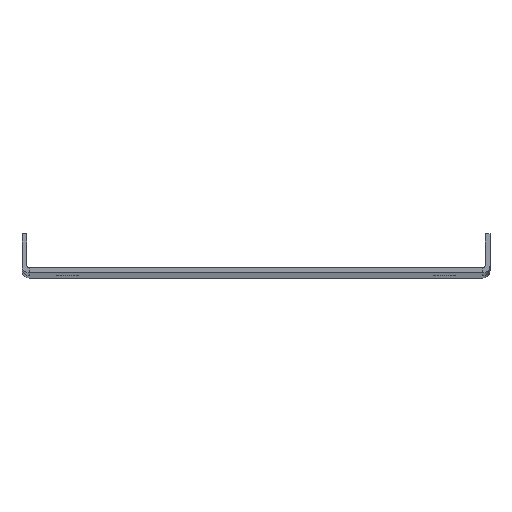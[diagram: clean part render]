
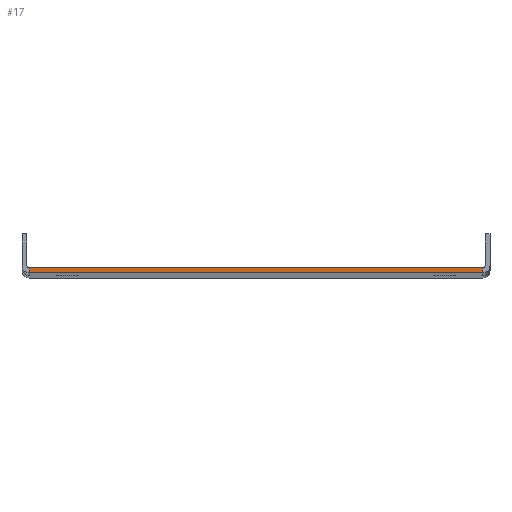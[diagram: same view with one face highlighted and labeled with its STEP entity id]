
A CAD part, top view. The second image highlights one B-rep face of the part: STEP entity #17.
In plain terms, the highlighted planar face has unit normal (0, 0, 1).
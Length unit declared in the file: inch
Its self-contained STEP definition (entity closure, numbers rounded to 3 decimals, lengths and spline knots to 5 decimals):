
#17 = ADVANCED_FACE ( 'NONE', ( #481 ), #1287, .T. ) ;
#92 = VECTOR ( 'NONE', #276, 39.37008 ) ;
#108 = EDGE_LOOP ( 'NONE', ( #632, #1424, #1197, #1583 ) ) ;
#110 = CARTESIAN_POINT ( 'NONE',  ( -4.357, 0., 30. ) ) ;
#157 = CARTESIAN_POINT ( 'NONE',  ( 4.357, 0.095, 30. ) ) ;
#200 = VECTOR ( 'NONE', #517, 39.37008 ) ;
#276 = DIRECTION ( 'NONE',  ( 0., 1., 0. ) ) ;
#332 = EDGE_CURVE ( 'NONE', #664, #1517, #417, .T. ) ;
#348 = VECTOR ( 'NONE', #1260, 39.37008 ) ;
#398 = CARTESIAN_POINT ( 'NONE',  ( -4.5, 0.095, 30. ) ) ;
#399 = EDGE_CURVE ( 'NONE', #1342, #664, #1270, .T. ) ;
#417 = LINE ( 'NONE', #398, #200 ) ;
#422 = CARTESIAN_POINT ( 'NONE',  ( -4.357, 0., 30. ) ) ;
#481 = FACE_OUTER_BOUND ( 'NONE', #108, .T. ) ;
#517 = DIRECTION ( 'NONE',  ( -1., 0., 0. ) ) ;
#632 = ORIENTED_EDGE ( 'NONE', *, *, #332, .T. ) ;
#664 = VERTEX_POINT ( 'NONE', #1547 ) ;
#770 = VERTEX_POINT ( 'NONE', #110 ) ;
#811 = AXIS2_PLACEMENT_3D ( 'NONE', #1177, #1417, #1045 ) ;
#877 = EDGE_CURVE ( 'NONE', #770, #1342, #1299, .T. ) ;
#965 = LINE ( 'NONE', #422, #92 ) ;
#1032 = DIRECTION ( 'NONE',  ( 0., 1., 0. ) ) ;
#1045 = DIRECTION ( 'NONE',  ( 1., 0., 0. ) ) ;
#1054 = EDGE_CURVE ( 'NONE', #770, #1517, #965, .T. ) ;
#1131 = CARTESIAN_POINT ( 'NONE',  ( 4.5, 0., 30. ) ) ;
#1177 = CARTESIAN_POINT ( 'NONE',  ( 4.5, 0.095, 30. ) ) ;
#1197 = ORIENTED_EDGE ( 'NONE', *, *, #877, .T. ) ;
#1260 = DIRECTION ( 'NONE',  ( 1., 0., 0. ) ) ;
#1270 = LINE ( 'NONE', #157, #1548 ) ;
#1287 = PLANE ( 'NONE',  #811 ) ;
#1299 = LINE ( 'NONE', #1131, #348 ) ;
#1342 = VERTEX_POINT ( 'NONE', #1434 ) ;
#1417 = DIRECTION ( 'NONE',  ( 0., 0., 1. ) ) ;
#1424 = ORIENTED_EDGE ( 'NONE', *, *, #1054, .F. ) ;
#1434 = CARTESIAN_POINT ( 'NONE',  ( 4.357, 0., 30. ) ) ;
#1485 = CARTESIAN_POINT ( 'NONE',  ( -4.357, 0.095, 30. ) ) ;
#1517 = VERTEX_POINT ( 'NONE', #1485 ) ;
#1547 = CARTESIAN_POINT ( 'NONE',  ( 4.357, 0.095, 30. ) ) ;
#1548 = VECTOR ( 'NONE', #1032, 39.37008 ) ;
#1583 = ORIENTED_EDGE ( 'NONE', *, *, #399, .T. ) ;
